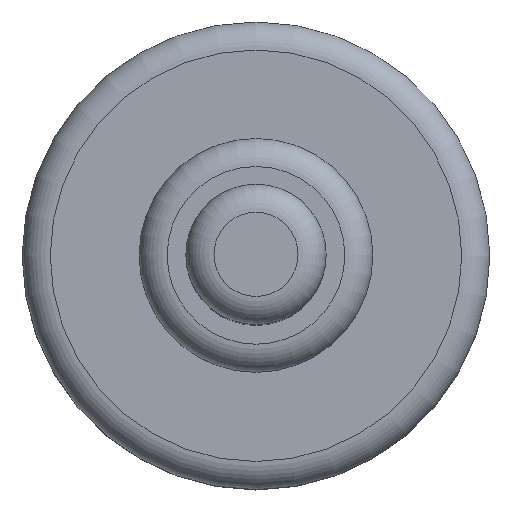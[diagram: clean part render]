
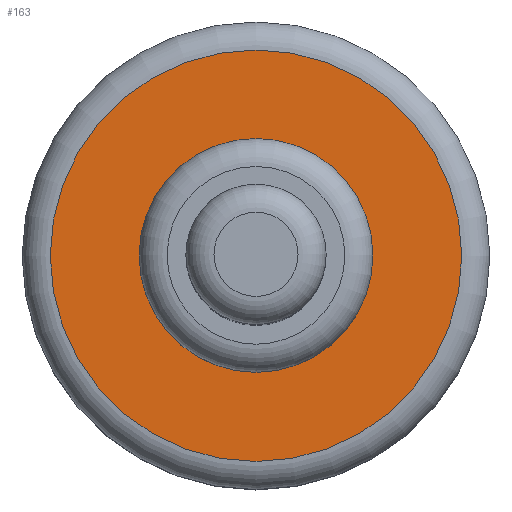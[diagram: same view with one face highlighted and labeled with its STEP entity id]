
A CAD part, top view. The second image highlights one B-rep face of the part: STEP entity #163.
In plain terms, the highlighted planar face has unit normal (0, 0, 1).
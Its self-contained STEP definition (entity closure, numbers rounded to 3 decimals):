
#15=FACE_BOUND('',#53,.T.);
#39=FACE_OUTER_BOUND('',#52,.T.);
#52=EDGE_LOOP('',(#126));
#53=EDGE_LOOP('',(#127));
#67=CIRCLE('',#195,2.2);
#69=CIRCLE('',#198,1.);
#83=VERTEX_POINT('',#297);
#84=VERTEX_POINT('',#301);
#97=EDGE_CURVE('',#83,#83,#67,.T.);
#99=EDGE_CURVE('',#84,#84,#69,.T.);
#126=ORIENTED_EDGE('',*,*,#97,.T.);
#127=ORIENTED_EDGE('',*,*,#99,.F.);
#156=PLANE('',#197);
#163=ADVANCED_FACE('',(#39,#15),#156,.T.);
#195=AXIS2_PLACEMENT_3D('',#298,#238,#239);
#197=AXIS2_PLACEMENT_3D('',#300,#242,#243);
#198=AXIS2_PLACEMENT_3D('',#302,#244,#245);
#238=DIRECTION('center_axis',(0.,0.,1.));
#239=DIRECTION('ref_axis',(1.,0.,0.));
#242=DIRECTION('center_axis',(0.,0.,1.));
#243=DIRECTION('ref_axis',(1.,0.,0.));
#244=DIRECTION('center_axis',(0.,0.,1.));
#245=DIRECTION('ref_axis',(1.,0.,0.));
#297=CARTESIAN_POINT('',(0.3,0.,3.));
#298=CARTESIAN_POINT('Origin',(2.5,0.,3.));
#300=CARTESIAN_POINT('Origin',(3.5,0.,3.));
#301=CARTESIAN_POINT('',(1.5,0.,3.));
#302=CARTESIAN_POINT('Origin',(2.5,0.,3.));
